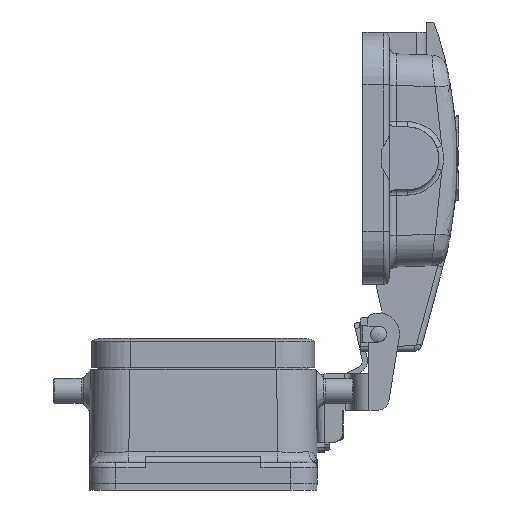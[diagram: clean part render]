
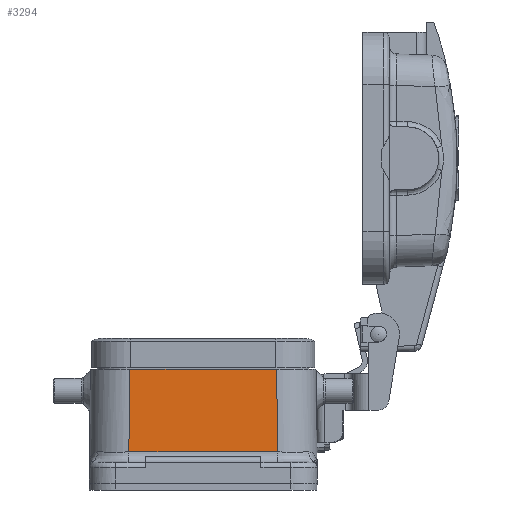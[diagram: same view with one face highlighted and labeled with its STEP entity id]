
A CAD part, left-side view. The second image highlights one B-rep face of the part: STEP entity #3294.
In plain terms, the highlighted planar face has unit normal (-1, 0, 0.026).
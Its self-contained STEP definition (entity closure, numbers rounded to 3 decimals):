
#2570=FACE_OUTER_BOUND('',#4669,.T.);
#3294=ADVANCED_FACE('',(#2570),#4063,.T.);
#4063=PLANE('',#19152);
#4669=EDGE_LOOP('',(#5947,#5948,#5949,#5950));
#5947=ORIENTED_EDGE('',*,*,#11153,.T.);
#5948=ORIENTED_EDGE('',*,*,#11107,.T.);
#5949=ORIENTED_EDGE('',*,*,#11154,.T.);
#5950=ORIENTED_EDGE('',*,*,#11066,.T.);
#9722=VERTEX_POINT('',#26260);
#9723=VERTEX_POINT('',#26262);
#9757=VERTEX_POINT('',#26342);
#9758=VERTEX_POINT('',#26344);
#11066=EDGE_CURVE('',#9723,#9722,#15362,.T.);
#11107=EDGE_CURVE('',#9758,#9757,#15383,.T.);
#11153=EDGE_CURVE('',#9722,#9758,#15411,.T.);
#11154=EDGE_CURVE('',#9757,#9723,#15412,.T.);
#15362=LINE('',#26261,#16611);
#15383=LINE('',#26343,#16632);
#15411=LINE('',#26478,#16660);
#15412=LINE('',#26479,#16661);
#16611=VECTOR('',#20906,1.);
#16632=VECTOR('',#20979,1.);
#16660=VECTOR('',#21033,1.);
#16661=VECTOR('',#21034,1.);
#19152=AXIS2_PLACEMENT_3D('',#26480,#21035,#21036);
#20906=DIRECTION('',(0.,1.,0.));
#20979=DIRECTION('',(0.,-1.,0.));
#21033=DIRECTION('',(-0.026,0.011,-1.));
#21034=DIRECTION('',(0.026,0.011,1.));
#21035=DIRECTION('',(-1.,0.,0.026));
#21036=DIRECTION('',(0.026,0.,1.));
#26260=CARTESIAN_POINT('',(-59.8,14.002,5.7));
#26261=CARTESIAN_POINT('',(-59.8,-21.5,5.7));
#26262=CARTESIAN_POINT('',(-59.8,-14.002,5.7));
#26342=CARTESIAN_POINT('',(-60.214,-14.18,-10.102));
#26343=CARTESIAN_POINT('',(-60.214,-14.202,-10.102));
#26344=CARTESIAN_POINT('',(-60.214,14.18,-10.102));
#26478=CARTESIAN_POINT('',(-60.267,14.203,-12.134));
#26479=CARTESIAN_POINT('',(-59.802,-14.003,5.616));
#26480=CARTESIAN_POINT('',(-59.8,0.,5.7));
